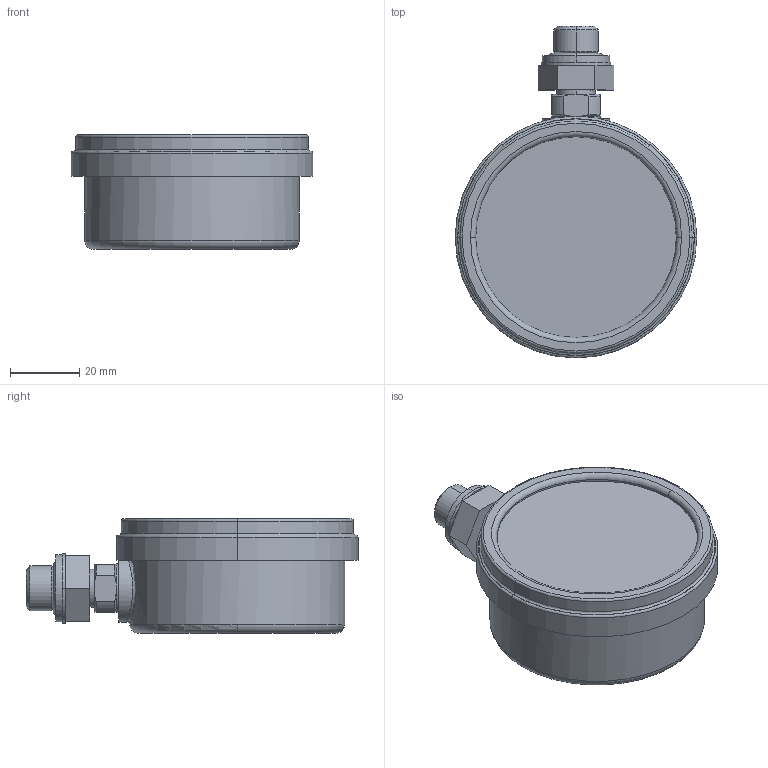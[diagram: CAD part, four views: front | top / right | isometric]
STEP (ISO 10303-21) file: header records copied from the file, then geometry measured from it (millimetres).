
FILE_DESCRIPTION((''),'2;1');
FILE_NAME('ILCML7221200','2013-07-19T',('avl'),(''),'PRO/ENGINEER BY PARAMETRIC TECHNOLOGY CORPORATION, 2007460','PRO/ENGINEER BY PARAMETRIC TECHNOLOGY CORPORATION, 2007460','');
FILE_SCHEMA(('AUTOMOTIVE_DESIGN_CC2 { 1 2 10303 214 -1 1 5 2 }'));
Length unit declared in the file: inch
Products named in the file (1): ILCML7221200
Bounding box: 70 x 96.21 x 33.15 mm (x, y, z)
Volume: 109981.1 mm3; surface area: 17417.7 mm2
Topology: 3 solids, 3 shells, 85 faces, 188 edges, 116 vertices
Faces by surface type: cylinder 30, plane 28, torus 12, cone 12, bspline 3
Entity records: 3327 total; most frequent: CARTESIAN_POINT 705, DIRECTION 427, ORIENTED_EDGE 376, PRESENTATION_STYLE_ASSIGNMENT 191, STYLED_ITEM 191, CURVE_STYLE 188, EDGE_CURVE 188, AXIS2_PLACEMENT_3D 181
